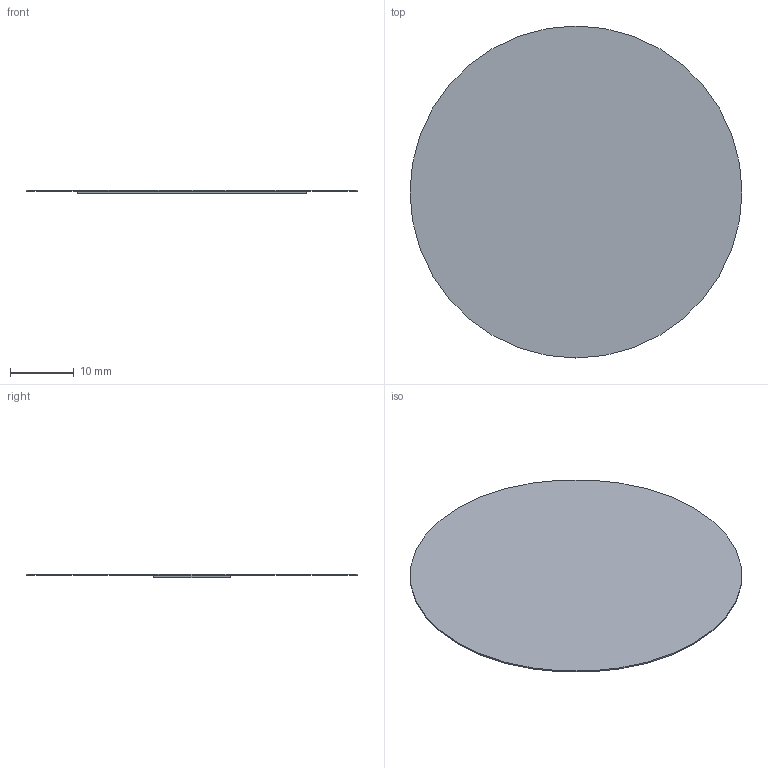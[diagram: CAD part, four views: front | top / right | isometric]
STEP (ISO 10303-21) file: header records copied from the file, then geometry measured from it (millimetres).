
FILE_DESCRIPTION(('HOOPS Exchange Step'),'2;1');
FILE_NAME('temp_export','2023-06-13T19:32:01-04:00',('gmoua'),('Shapr3D Limited'),'HOOPS Exchange 2022.2','Shapr3D','Authorized');
FILE_SCHEMA( ('AUTOMOTIVE_DESIGN { 1 0 10303 214 1 1 1 1 }') );
Length unit declared in the file: millimetre
Products named in the file (1): niveau Teal Inlay
Bounding box: 52 x 52 x 0.6 mm (x, y, z)
Volume: 563.3 mm3; surface area: 4379.9 mm2
Topology: 1 solids, 1 shells, 70 faces, 179 edges, 120 vertices
Faces by surface type: plane 54, bspline 15, cylinder 1
Full cylindrical faces by diameter (mm): 52 x1
Entity records: 3608 total; most frequent: CARTESIAN_POINT 1946, ORIENTED_EDGE 358, DIRECTION 265, EDGE_CURVE 179, VECTOR 145, LINE 145, VERTEX_POINT 120, EDGE_LOOP 79
